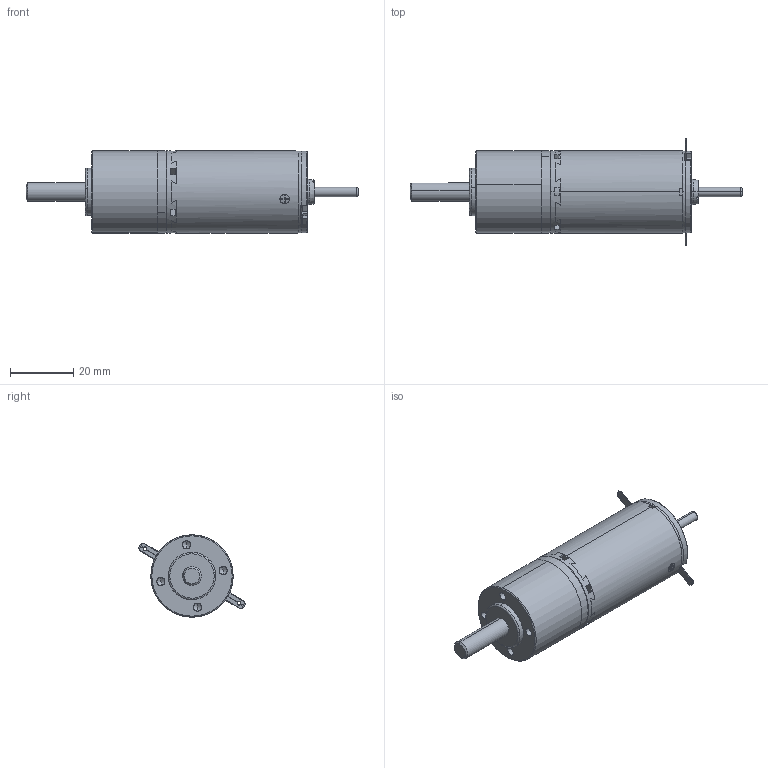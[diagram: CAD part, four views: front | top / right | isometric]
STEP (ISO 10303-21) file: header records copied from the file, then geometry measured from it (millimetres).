
FILE_DESCRIPTION (( 'STEP AP214' ), '1' );
FILE_NAME ('AMAX26CLLHP + GP26A-1 étage.STEP', '2014-11-18T14:58:27', ( '' ), ( '' ), 'SwSTEP 2.0', 'SolidWorks 2013', '' );
FILE_SCHEMA (( 'AUTOMOTIVE_DESIGN' ));
Length unit declared in the file: millimetre
Products named in the file (4): 1005018; GP26A-1st; A-max26-110206; AMAX26CLLHP + GP26A-1 étage
Assembly tree (3 placements, depth 2):
  AMAX26CLLHP + GP26A-1 étage
    A-max26-110206
    GP26A-1st
    1005018
Bounding box: 105 x 33.86 x 26 mm (x, y, z)
Volume: 31335.4 mm3; surface area: 12350.8 mm2
Topology: 3 solids, 3 shells, 542 faces, 1463 edges, 950 vertices
Faces by surface type: plane 265, cylinder 193, cone 75, torus 7, bspline 2
Entity records: 17912 total; most frequent: CARTESIAN_POINT 4214, ORIENTED_EDGE 2910, DIRECTION 2801, EDGE_CURVE 1455, AXIS2_PLACEMENT_3D 1031, VERTEX_POINT 950, LINE 739, VECTOR 739
